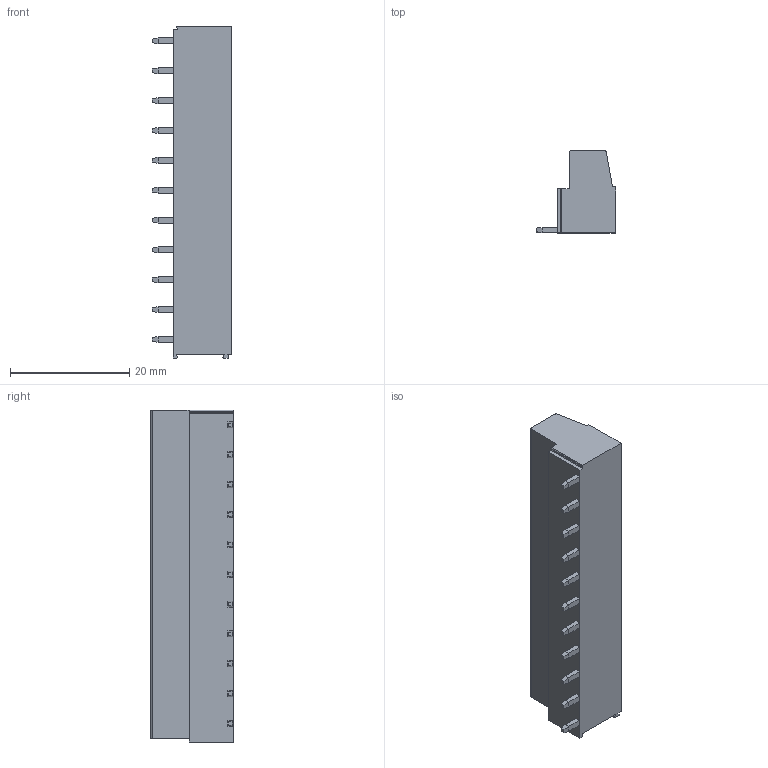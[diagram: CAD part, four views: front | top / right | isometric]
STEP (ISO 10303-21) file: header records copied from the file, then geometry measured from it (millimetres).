
FILE_DESCRIPTION((''),'2;1');
FILE_NAME('PRT0001','2024-11-30T',('sj'),(''),'PRO/ENGINEER BY PARAMETRIC TECHNOLOGY CORPORATION, 2013240','PRO/ENGINEER BY PARAMETRIC TECHNOLOGY CORPORATION, 2013240','');
FILE_SCHEMA(('AUTOMOTIVE_DESIGN_CC2 { 1 2 10303 214 -1 1 5 2 }'));
Length unit declared in the file: millimetre
Products named in the file (1): PRT0001
Bounding box: 13.35 x 13.8 x 55.6 mm (x, y, z)
Volume: 6077.6 mm3; surface area: 3505.9 mm2
Topology: 1 solids, 1 shells, 411 faces, 974 edges, 620 vertices
Faces by surface type: plane 337, cylinder 52, torus 22
Entity records: 11786 total; most frequent: CARTESIAN_POINT 2225, ORIENTED_EDGE 1948, DIRECTION 1922, EDGE_CURVE 974, VECTOR 760, LINE 760, VERTEX_POINT 620, AXIS2_PLACEMENT_3D 581
